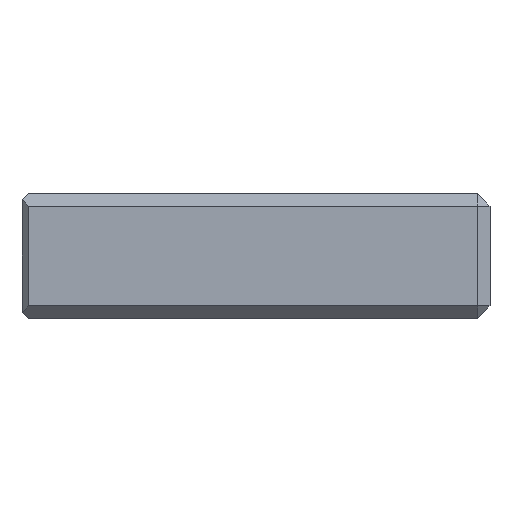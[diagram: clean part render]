
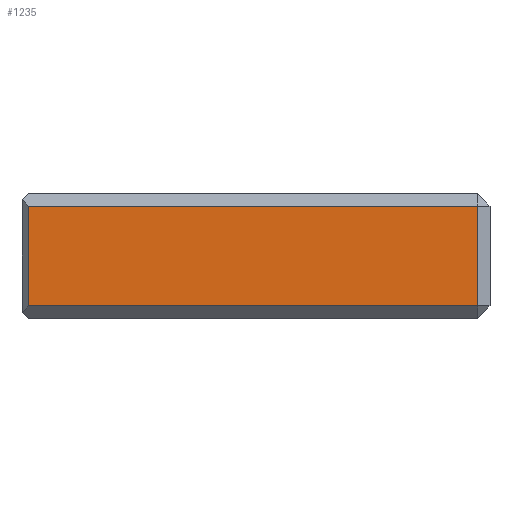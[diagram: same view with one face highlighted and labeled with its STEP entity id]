
A CAD part, front view. The second image highlights one B-rep face of the part: STEP entity #1235.
In plain terms, the highlighted planar face has unit normal (0, -1, 0).
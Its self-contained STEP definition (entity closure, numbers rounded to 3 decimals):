
#228=CARTESIAN_POINT('Vertex',(73.,-24.,-8.)) ;
#253=CARTESIAN_POINT('Vertex',(73.,-24.,8.)) ;
#256=CARTESIAN_POINT('Line Origine',(73.,-24.,0.)) ;
#1205=CARTESIAN_POINT('Axis2P3D Location',(0.,-24.,10.)) ;
#1210=CARTESIAN_POINT('Line Origine',(37.,-24.,-8.)) ;
#1214=CARTESIAN_POINT('Vertex',(1.,-24.,-8.)) ;
#1217=CARTESIAN_POINT('Line Origine',(37.,-24.,8.)) ;
#1221=CARTESIAN_POINT('Vertex',(1.,-24.,8.)) ;
#1224=CARTESIAN_POINT('Line Origine',(1.,-24.,0.)) ;
#257=DIRECTION('Vector Direction',(0.,0.,-1.)) ;
#1206=DIRECTION('Axis2P3D Direction',(0.,-1.,0.)) ;
#1207=DIRECTION('Axis2P3D XDirection',(0.,0.,-1.)) ;
#1211=DIRECTION('Vector Direction',(1.,0.,0.)) ;
#1218=DIRECTION('Vector Direction',(1.,0.,0.)) ;
#1225=DIRECTION('Vector Direction',(0.,0.,-1.)) ;
#1208=AXIS2_PLACEMENT_3D('Plane Axis2P3D',#1205,#1206,#1207) ;
#1230=ORIENTED_EDGE('',*,*,#1216,.T.) ;
#1231=ORIENTED_EDGE('',*,*,#260,.F.) ;
#1232=ORIENTED_EDGE('',*,*,#1223,.F.) ;
#1233=ORIENTED_EDGE('',*,*,#1228,.T.) ;
#258=VECTOR('Line Direction',#257,1.) ;
#1212=VECTOR('Line Direction',#1211,1.) ;
#1219=VECTOR('Line Direction',#1218,1.) ;
#1226=VECTOR('Line Direction',#1225,1.) ;
#1235=ADVANCED_FACE('Corps principal',(#1234),#1209,.T.) ;
#260=EDGE_CURVE('',#254,#229,#259,.T.) ;
#1216=EDGE_CURVE('',#1215,#229,#1213,.T.) ;
#1223=EDGE_CURVE('',#1222,#254,#1220,.T.) ;
#1228=EDGE_CURVE('',#1222,#1215,#1227,.T.) ;
#1229=EDGE_LOOP('',(#1230,#1231,#1232,#1233)) ;
#1234=FACE_OUTER_BOUND('',#1229,.T.) ;
#259=LINE('Line',#256,#258) ;
#1213=LINE('Line',#1210,#1212) ;
#1220=LINE('Line',#1217,#1219) ;
#1227=LINE('Line',#1224,#1226) ;
#1209=PLANE('',#1208) ;
#229=VERTEX_POINT('',#228) ;
#254=VERTEX_POINT('',#253) ;
#1215=VERTEX_POINT('',#1214) ;
#1222=VERTEX_POINT('',#1221) ;
